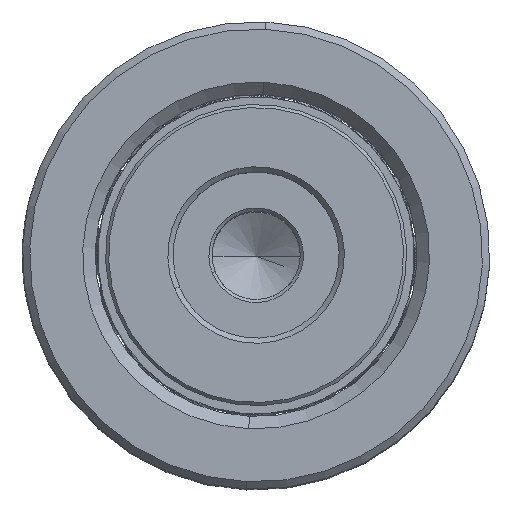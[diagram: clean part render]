
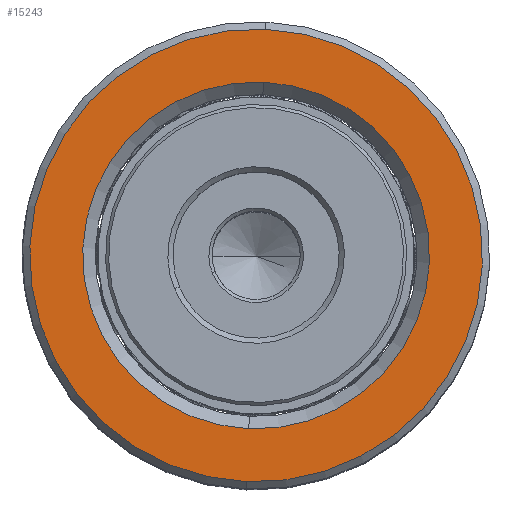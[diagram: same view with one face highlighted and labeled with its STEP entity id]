
A CAD part, top view. The second image highlights one B-rep face of the part: STEP entity #15243.
In plain terms, the highlighted planar face has unit normal (0, 0, 1).
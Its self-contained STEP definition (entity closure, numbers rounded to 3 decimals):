
#171 = PLANE ( 'NONE',  #17391 ) ;
#1008 = DIRECTION ( 'NONE',  ( 0., 0., 1. ) ) ;
#1888 = CARTESIAN_POINT ( 'NONE',  ( -16.7, 0., 60. ) ) ;
#2574 = EDGE_CURVE ( 'NONE', #29125, #24075, #11907, .T. ) ;
#3141 = EDGE_LOOP ( 'NONE', ( #24587, #6530 ) ) ;
#3623 = DIRECTION ( 'NONE',  ( 1., 0., 0. ) ) ;
#5751 = CARTESIAN_POINT ( 'NONE',  ( 21.8, 0., 60. ) ) ;
#6530 = ORIENTED_EDGE ( 'NONE', *, *, #2574, .T. ) ;
#6639 = FACE_OUTER_BOUND ( 'NONE', #30571, .T. ) ;
#7268 = CARTESIAN_POINT ( 'NONE',  ( 0., 0., 60. ) ) ;
#7447 = EDGE_CURVE ( 'NONE', #20081, #29017, #10790, .T. ) ;
#8144 = DIRECTION ( 'NONE',  ( 1., 0., 0. ) ) ;
#9120 = AXIS2_PLACEMENT_3D ( 'NONE', #18478, #23351, #3623 ) ;
#10779 = CARTESIAN_POINT ( 'NONE',  ( 0., 0., 60. ) ) ;
#10790 = CIRCLE ( 'NONE', #30632, 21.8 ) ;
#10796 = ORIENTED_EDGE ( 'NONE', *, *, #27358, .T. ) ;
#11907 = CIRCLE ( 'NONE', #12091, 16.7 ) ;
#12091 = AXIS2_PLACEMENT_3D ( 'NONE', #26774, #29282, #14419 ) ;
#13933 = CIRCLE ( 'NONE', #9120, 21.8 ) ;
#14419 = DIRECTION ( 'NONE',  ( 1., 0., 0. ) ) ;
#14618 = DIRECTION ( 'NONE',  ( 0., 0., 1. ) ) ;
#15243 = ADVANCED_FACE ( 'NONE', ( #6639, #17215 ), #171, .T. ) ;
#15892 = DIRECTION ( 'NONE',  ( 1., 0., 0. ) ) ;
#16020 = ORIENTED_EDGE ( 'NONE', *, *, #7447, .T. ) ;
#17200 = DIRECTION ( 'NONE',  ( 1., 0., 0. ) ) ;
#17215 = FACE_BOUND ( 'NONE', #3141, .T. ) ;
#17391 = AXIS2_PLACEMENT_3D ( 'NONE', #17653, #1008, #8144 ) ;
#17653 = CARTESIAN_POINT ( 'NONE',  ( 0., 0., 60. ) ) ;
#18478 = CARTESIAN_POINT ( 'NONE',  ( 0., 0., 60. ) ) ;
#20081 = VERTEX_POINT ( 'NONE', #5751 ) ;
#21308 = CARTESIAN_POINT ( 'NONE',  ( -21.8, 0., 60. ) ) ;
#22827 = CIRCLE ( 'NONE', #26206, 16.7 ) ;
#23351 = DIRECTION ( 'NONE',  ( 0., 0., 1. ) ) ;
#24075 = VERTEX_POINT ( 'NONE', #29832 ) ;
#24587 = ORIENTED_EDGE ( 'NONE', *, *, #28861, .T. ) ;
#26206 = AXIS2_PLACEMENT_3D ( 'NONE', #10779, #28261, #15892 ) ;
#26774 = CARTESIAN_POINT ( 'NONE',  ( 0., 0., 60. ) ) ;
#27358 = EDGE_CURVE ( 'NONE', #29017, #20081, #13933, .T. ) ;
#28261 = DIRECTION ( 'NONE',  ( 0., 0., -1. ) ) ;
#28861 = EDGE_CURVE ( 'NONE', #24075, #29125, #22827, .T. ) ;
#29017 = VERTEX_POINT ( 'NONE', #21308 ) ;
#29125 = VERTEX_POINT ( 'NONE', #1888 ) ;
#29282 = DIRECTION ( 'NONE',  ( 0., 0., -1. ) ) ;
#29832 = CARTESIAN_POINT ( 'NONE',  ( 16.7, 0., 60. ) ) ;
#30571 = EDGE_LOOP ( 'NONE', ( #10796, #16020 ) ) ;
#30632 = AXIS2_PLACEMENT_3D ( 'NONE', #7268, #14618, #17200 ) ;
